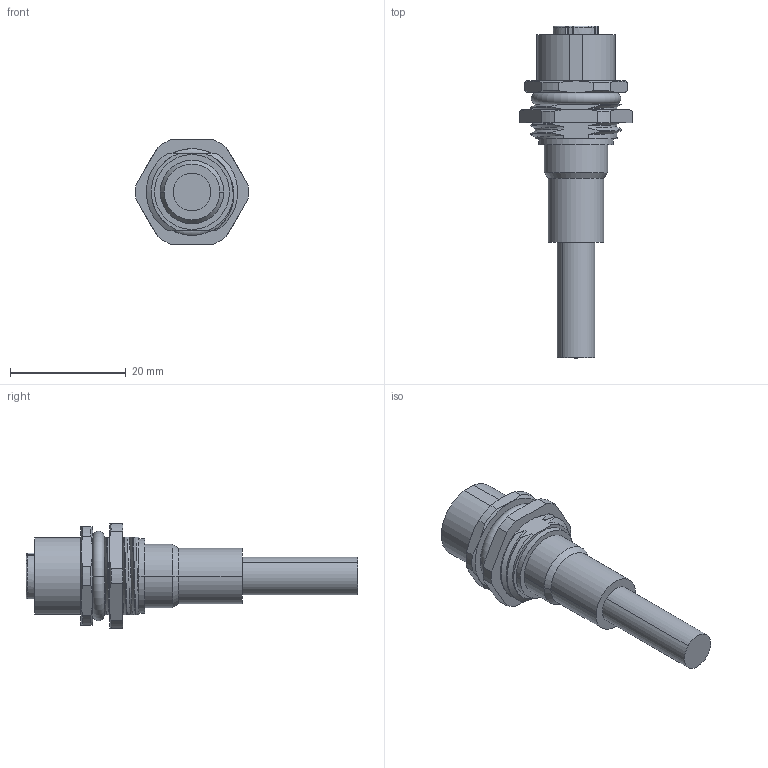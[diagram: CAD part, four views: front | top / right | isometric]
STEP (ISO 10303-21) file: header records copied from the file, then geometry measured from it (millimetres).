
FILE_DESCRIPTION((''),'2;1');
FILE_NAME('3','2017-07-27T',('ch.chen'),(''),'PRO/ENGINEER BY PARAMETRIC TECHNOLOGY CORPORATION, 2012480','PRO/ENGINEER BY PARAMETRIC TECHNOLOGY CORPORATION, 2012480','');
FILE_SCHEMA(('AUTOMOTIVE_DESIGN { 1 0 10303 214 1 1 1 1 }'));
Length unit declared in the file: millimetre
Products named in the file (1): 3
Bounding box: 19.48 x 57.4 x 18 mm (x, y, z)
Volume: 4830.7 mm3; surface area: 4571.5 mm2
Topology: 1 solids, 3 shells, 569 faces, 1532 edges, 975 vertices
Faces by surface type: plane 189, cylinder 128, cone 98, extrusion 86, bspline 33, torus 29, sphere 6
Entity records: 20692 total; most frequent: CARTESIAN_POINT 6965, ORIENTED_EDGE 3036, DIRECTION 2527, EDGE_CURVE 1518, VERTEX_POINT 975, AXIS2_PLACEMENT_3D 902, VECTOR 723, LINE 637
